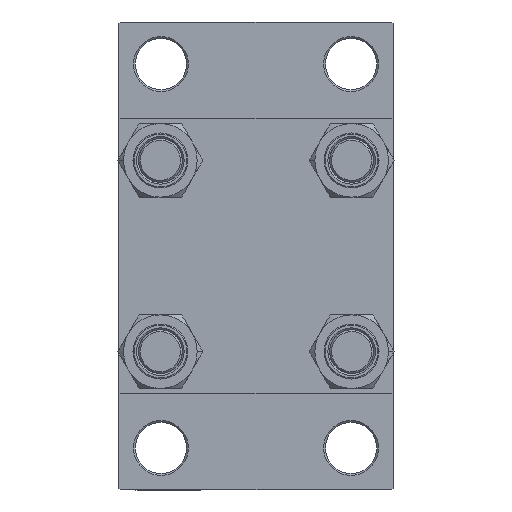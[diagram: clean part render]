
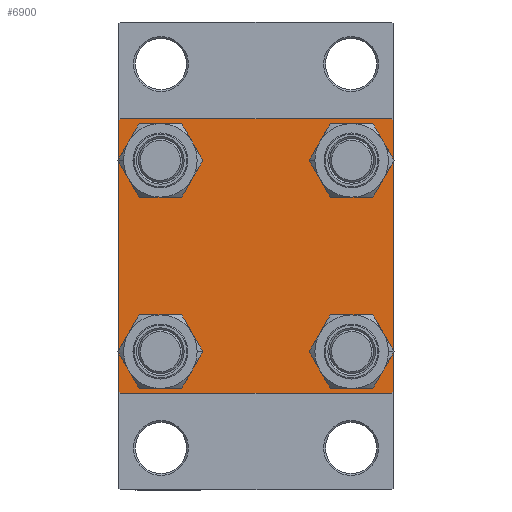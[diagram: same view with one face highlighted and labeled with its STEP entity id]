
A CAD part, left-side view. The second image highlights one B-rep face of the part: STEP entity #6900.
In plain terms, the highlighted planar face has unit normal (-1, 0, 0).
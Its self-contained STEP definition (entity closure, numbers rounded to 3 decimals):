
#184 = EDGE_CURVE ( 'NONE', #40636, #35786, #39347, .T. ) ;
#214 = VERTEX_POINT ( 'NONE', #15120 ) ;
#240 = EDGE_CURVE ( 'NONE', #10794, #46228, #3647, .T. ) ;
#475 = ORIENTED_EDGE ( 'NONE', *, *, #10992, .T. ) ;
#585 = EDGE_CURVE ( 'NONE', #46228, #10794, #35031, .T. ) ;
#1156 = CARTESIAN_POINT ( 'NONE',  ( 0., -37., -37.5 ) ) ;
#1191 = ORIENTED_EDGE ( 'NONE', *, *, #12116, .T. ) ;
#1743 = VECTOR ( 'NONE', #19269, 1000. ) ;
#2352 = EDGE_LOOP ( 'NONE', ( #33240, #11164 ) ) ;
#2492 = AXIS2_PLACEMENT_3D ( 'NONE', #47195, #2851, #39995 ) ;
#2652 = VERTEX_POINT ( 'NONE', #6583 ) ;
#2718 = CARTESIAN_POINT ( 'NONE',  ( 0., 26.15, 19.65 ) ) ;
#2851 = DIRECTION ( 'NONE',  ( 1., 0., 0. ) ) ;
#3647 = CIRCLE ( 'NONE', #34282, 6.5 ) ;
#3697 = EDGE_LOOP ( 'NONE', ( #29605, #8996, #42738, #38089, #18687, #4664, #33312, #34951 ) ) ;
#3756 = EDGE_CURVE ( 'NONE', #35786, #39085, #6969, .T. ) ;
#4146 = EDGE_CURVE ( 'NONE', #38984, #32600, #38962, .T. ) ;
#4642 = LINE ( 'NONE', #33874, #1743 ) ;
#4664 = ORIENTED_EDGE ( 'NONE', *, *, #33355, .T. ) ;
#5701 = FACE_BOUND ( 'NONE', #40790, .T. ) ;
#6039 = CARTESIAN_POINT ( 'NONE',  ( 0., -37.5, -37. ) ) ;
#6523 = CARTESIAN_POINT ( 'NONE',  ( 0., 26.15, -26.15 ) ) ;
#6583 = CARTESIAN_POINT ( 'NONE',  ( 0., 26.15, -19.65 ) ) ;
#6745 = CARTESIAN_POINT ( 'NONE',  ( 0., -37.5, 37. ) ) ;
#6900 = ADVANCED_FACE ( 'NONE', ( #45265, #16029, #5701, #23679, #30641 ), #23452, .T. ) ;
#6969 = LINE ( 'NONE', #46777, #28273 ) ;
#7864 = EDGE_CURVE ( 'NONE', #17787, #214, #11560, .T. ) ;
#8399 = VERTEX_POINT ( 'NONE', #24222 ) ;
#8543 = DIRECTION ( 'NONE',  ( 0., 0., 1. ) ) ;
#8632 = CIRCLE ( 'NONE', #2492, 6.5 ) ;
#8825 = DIRECTION ( 'NONE',  ( -1., 0., 0. ) ) ;
#8891 = EDGE_CURVE ( 'NONE', #214, #17787, #27688, .T. ) ;
#8996 = ORIENTED_EDGE ( 'NONE', *, *, #13309, .T. ) ;
#9537 = DIRECTION ( 'NONE',  ( 0., -0.707, -0.707 ) ) ;
#10649 = VECTOR ( 'NONE', #32223, 1000. ) ;
#10794 = VERTEX_POINT ( 'NONE', #33715 ) ;
#10992 = EDGE_CURVE ( 'NONE', #32600, #38984, #41514, .T. ) ;
#11164 = ORIENTED_EDGE ( 'NONE', *, *, #8891, .T. ) ;
#11276 = DIRECTION ( 'NONE',  ( 1., 0., 0. ) ) ;
#11560 = CIRCLE ( 'NONE', #42189, 6.5 ) ;
#11696 = DIRECTION ( 'NONE',  ( 1., 0., 0. ) ) ;
#12116 = EDGE_CURVE ( 'NONE', #2652, #15327, #8632, .T. ) ;
#12326 = VERTEX_POINT ( 'NONE', #1156 ) ;
#12779 = CARTESIAN_POINT ( 'NONE',  ( 0., 37.5, 37. ) ) ;
#12983 = EDGE_CURVE ( 'NONE', #12326, #34980, #4642, .T. ) ;
#13309 = EDGE_CURVE ( 'NONE', #39085, #19620, #34226, .T. ) ;
#13816 = CARTESIAN_POINT ( 'NONE',  ( 0., -26.15, -26.15 ) ) ;
#15120 = CARTESIAN_POINT ( 'NONE',  ( 0., -26.15, 19.65 ) ) ;
#15327 = VERTEX_POINT ( 'NONE', #47361 ) ;
#15640 = CARTESIAN_POINT ( 'NONE',  ( 0., 37.5, -37. ) ) ;
#15682 = VECTOR ( 'NONE', #29137, 1000. ) ;
#16029 = FACE_BOUND ( 'NONE', #18147, .T. ) ;
#17205 = DIRECTION ( 'NONE',  ( 1., 0., 0. ) ) ;
#17305 = CARTESIAN_POINT ( 'NONE',  ( 0., 37.25, 37.25 ) ) ;
#17502 = DIRECTION ( 'NONE',  ( 0., -1., 0. ) ) ;
#17534 = DIRECTION ( 'NONE',  ( 0., 0., -1. ) ) ;
#17569 = CARTESIAN_POINT ( 'NONE',  ( 0., -26.15, -32.65 ) ) ;
#17787 = VERTEX_POINT ( 'NONE', #33818 ) ;
#17944 = EDGE_CURVE ( 'NONE', #40636, #8399, #39303, .T. ) ;
#18147 = EDGE_LOOP ( 'NONE', ( #475, #33707 ) ) ;
#18303 = AXIS2_PLACEMENT_3D ( 'NONE', #37882, #38108, #31625 ) ;
#18687 = ORIENTED_EDGE ( 'NONE', *, *, #41453, .F. ) ;
#19269 = DIRECTION ( 'NONE',  ( 0., -0.707, 0.707 ) ) ;
#19620 = VERTEX_POINT ( 'NONE', #34605 ) ;
#19855 = DIRECTION ( 'NONE',  ( 0., 0., 1. ) ) ;
#20187 = EDGE_CURVE ( 'NONE', #19620, #12326, #44211, .T. ) ;
#20197 = VECTOR ( 'NONE', #17502, 1000. ) ;
#20325 = CARTESIAN_POINT ( 'NONE',  ( 0., 0., 0. ) ) ;
#20431 = DIRECTION ( 'NONE',  ( 0., 0.707, -0.707 ) ) ;
#20728 = LINE ( 'NONE', #24806, #10649 ) ;
#20794 = CARTESIAN_POINT ( 'NONE',  ( 0., -26.15, 26.15 ) ) ;
#21151 = DIRECTION ( 'NONE',  ( 1., 0., 0. ) ) ;
#22974 = DIRECTION ( 'NONE',  ( 0., 0., 1. ) ) ;
#23026 = CARTESIAN_POINT ( 'NONE',  ( 0., -37.5, 37.5 ) ) ;
#23452 = PLANE ( 'NONE',  #33689 ) ;
#23679 = FACE_BOUND ( 'NONE', #30976, .T. ) ;
#23901 = DIRECTION ( 'NONE',  ( 0., 0., 1. ) ) ;
#24222 = CARTESIAN_POINT ( 'NONE',  ( 0., -37., 37.5 ) ) ;
#24806 = CARTESIAN_POINT ( 'NONE',  ( 0., -37.25, 37.25 ) ) ;
#26188 = VECTOR ( 'NONE', #34032, 1000. ) ;
#26715 = AXIS2_PLACEMENT_3D ( 'NONE', #6523, #21151, #35760 ) ;
#27688 = CIRCLE ( 'NONE', #35304, 6.5 ) ;
#27704 = DIRECTION ( 'NONE',  ( 1., 0., 0. ) ) ;
#28212 = ORIENTED_EDGE ( 'NONE', *, *, #240, .T. ) ;
#28273 = VECTOR ( 'NONE', #17534, 1000. ) ;
#28473 = VECTOR ( 'NONE', #9537, 1000. ) ;
#29137 = DIRECTION ( 'NONE',  ( 0., -1., 0. ) ) ;
#29605 = ORIENTED_EDGE ( 'NONE', *, *, #3756, .T. ) ;
#30641 = FACE_OUTER_BOUND ( 'NONE', #3697, .T. ) ;
#30976 = EDGE_LOOP ( 'NONE', ( #28212, #38509 ) ) ;
#30992 = CARTESIAN_POINT ( 'NONE',  ( 0., -26.15, -19.65 ) ) ;
#31580 = DIRECTION ( 'NONE',  ( 0., 0., 1. ) ) ;
#31625 = DIRECTION ( 'NONE',  ( 0., 0., 1. ) ) ;
#32223 = DIRECTION ( 'NONE',  ( 0., 0.707, 0.707 ) ) ;
#32600 = VERTEX_POINT ( 'NONE', #30992 ) ;
#33073 = AXIS2_PLACEMENT_3D ( 'NONE', #13816, #43051, #23901 ) ;
#33240 = ORIENTED_EDGE ( 'NONE', *, *, #7864, .T. ) ;
#33312 = ORIENTED_EDGE ( 'NONE', *, *, #17944, .F. ) ;
#33355 = EDGE_CURVE ( 'NONE', #37012, #8399, #20728, .T. ) ;
#33686 = EDGE_CURVE ( 'NONE', #15327, #2652, #47369, .T. ) ;
#33689 = AXIS2_PLACEMENT_3D ( 'NONE', #20325, #8825, #19855 ) ;
#33707 = ORIENTED_EDGE ( 'NONE', *, *, #4146, .T. ) ;
#33715 = CARTESIAN_POINT ( 'NONE',  ( 0., 26.15, 32.65 ) ) ;
#33818 = CARTESIAN_POINT ( 'NONE',  ( 0., -26.15, 32.65 ) ) ;
#33874 = CARTESIAN_POINT ( 'NONE',  ( 0., -37.25, -37.25 ) ) ;
#34032 = DIRECTION ( 'NONE',  ( 0., 0., -1. ) ) ;
#34226 = LINE ( 'NONE', #45736, #28473 ) ;
#34282 = AXIS2_PLACEMENT_3D ( 'NONE', #44115, #11276, #43652 ) ;
#34605 = CARTESIAN_POINT ( 'NONE',  ( 0., 37., -37.5 ) ) ;
#34951 = ORIENTED_EDGE ( 'NONE', *, *, #184, .T. ) ;
#34980 = VERTEX_POINT ( 'NONE', #6039 ) ;
#35031 = CIRCLE ( 'NONE', #38123, 6.5 ) ;
#35304 = AXIS2_PLACEMENT_3D ( 'NONE', #38015, #27704, #8543 ) ;
#35709 = CARTESIAN_POINT ( 'NONE',  ( 0., 37.5, 37.5 ) ) ;
#35760 = DIRECTION ( 'NONE',  ( 0., 0., 1. ) ) ;
#35786 = VERTEX_POINT ( 'NONE', #12779 ) ;
#37012 = VERTEX_POINT ( 'NONE', #6745 ) ;
#37882 = CARTESIAN_POINT ( 'NONE',  ( 0., -26.15, -26.15 ) ) ;
#38015 = CARTESIAN_POINT ( 'NONE',  ( 0., -26.15, 26.15 ) ) ;
#38089 = ORIENTED_EDGE ( 'NONE', *, *, #12983, .T. ) ;
#38108 = DIRECTION ( 'NONE',  ( 1., 0., 0. ) ) ;
#38123 = AXIS2_PLACEMENT_3D ( 'NONE', #44538, #11696, #22974 ) ;
#38509 = ORIENTED_EDGE ( 'NONE', *, *, #585, .T. ) ;
#38962 = CIRCLE ( 'NONE', #18303, 6.5 ) ;
#38984 = VERTEX_POINT ( 'NONE', #17569 ) ;
#39085 = VERTEX_POINT ( 'NONE', #15640 ) ;
#39303 = LINE ( 'NONE', #35709, #20197 ) ;
#39347 = LINE ( 'NONE', #17305, #41162 ) ;
#39995 = DIRECTION ( 'NONE',  ( 0., 0., 1. ) ) ;
#40498 = CARTESIAN_POINT ( 'NONE',  ( 0., 37., 37.5 ) ) ;
#40636 = VERTEX_POINT ( 'NONE', #40498 ) ;
#40790 = EDGE_LOOP ( 'NONE', ( #1191, #45333 ) ) ;
#40988 = LINE ( 'NONE', #23026, #26188 ) ;
#41162 = VECTOR ( 'NONE', #20431, 1000. ) ;
#41453 = EDGE_CURVE ( 'NONE', #37012, #34980, #40988, .T. ) ;
#41514 = CIRCLE ( 'NONE', #33073, 6.5 ) ;
#42189 = AXIS2_PLACEMENT_3D ( 'NONE', #20794, #17205, #31580 ) ;
#42738 = ORIENTED_EDGE ( 'NONE', *, *, #20187, .T. ) ;
#43051 = DIRECTION ( 'NONE',  ( 1., 0., 0. ) ) ;
#43652 = DIRECTION ( 'NONE',  ( 0., 0., 1. ) ) ;
#44115 = CARTESIAN_POINT ( 'NONE',  ( 0., 26.15, 26.15 ) ) ;
#44211 = LINE ( 'NONE', #47344, #15682 ) ;
#44538 = CARTESIAN_POINT ( 'NONE',  ( 0., 26.15, 26.15 ) ) ;
#45265 = FACE_BOUND ( 'NONE', #2352, .T. ) ;
#45333 = ORIENTED_EDGE ( 'NONE', *, *, #33686, .T. ) ;
#45736 = CARTESIAN_POINT ( 'NONE',  ( 0., 37.25, -37.25 ) ) ;
#46228 = VERTEX_POINT ( 'NONE', #2718 ) ;
#46777 = CARTESIAN_POINT ( 'NONE',  ( 0., 37.5, 37.5 ) ) ;
#47195 = CARTESIAN_POINT ( 'NONE',  ( 0., 26.15, -26.15 ) ) ;
#47344 = CARTESIAN_POINT ( 'NONE',  ( 0., 37.5, -37.5 ) ) ;
#47361 = CARTESIAN_POINT ( 'NONE',  ( 0., 26.15, -32.65 ) ) ;
#47369 = CIRCLE ( 'NONE', #26715, 6.5 ) ;
